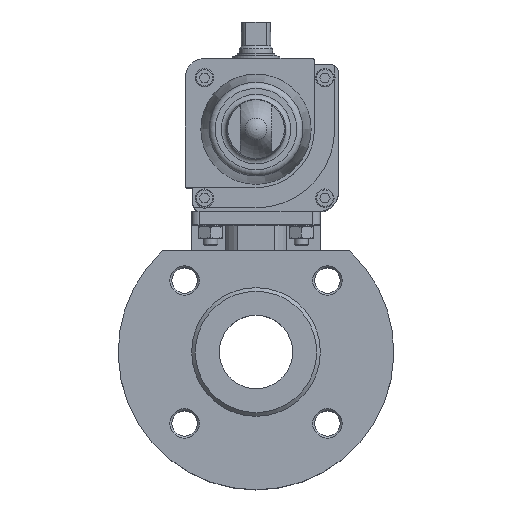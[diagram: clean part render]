
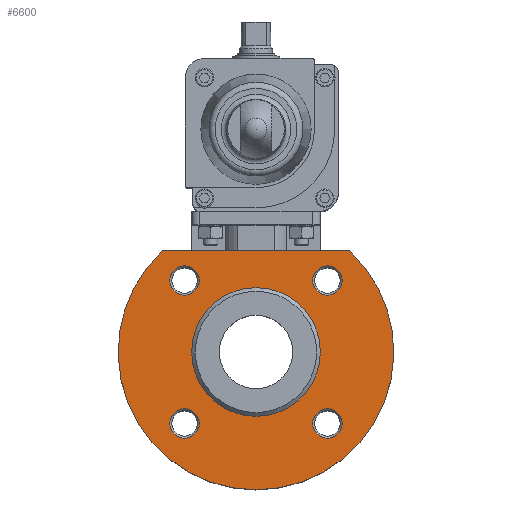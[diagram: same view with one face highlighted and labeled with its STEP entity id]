
A CAD part, top view. The second image highlights one B-rep face of the part: STEP entity #6600.
In plain terms, the highlighted face is planar.
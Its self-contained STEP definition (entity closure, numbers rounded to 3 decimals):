
#255=CIRCLE('',#7132,75.);
#256=CIRCLE('',#7134,35.);
#257=CIRCLE('',#7135,8.);
#258=CIRCLE('',#7136,8.);
#259=CIRCLE('',#7137,8.);
#260=CIRCLE('',#7138,8.);
#788=ORIENTED_EDGE('',*,*,#2546,.F.);
#789=ORIENTED_EDGE('',*,*,#2547,.F.);
#790=ORIENTED_EDGE('',*,*,#2548,.F.);
#791=ORIENTED_EDGE('',*,*,#2549,.F.);
#792=ORIENTED_EDGE('',*,*,#2550,.F.);
#793=ORIENTED_EDGE('',*,*,#2510,.F.);
#794=ORIENTED_EDGE('',*,*,#2545,.T.);
#2510=EDGE_CURVE('',#3390,#3391,#4054,.T.);
#2545=EDGE_CURVE('',#3390,#3391,#255,.T.);
#2546=EDGE_CURVE('',#3416,#3416,#256,.T.);
#2547=EDGE_CURVE('',#3417,#3417,#257,.T.);
#2548=EDGE_CURVE('',#3418,#3418,#258,.T.);
#2549=EDGE_CURVE('',#3419,#3419,#259,.T.);
#2550=EDGE_CURVE('',#3420,#3420,#260,.T.);
#3390=VERTEX_POINT('',#10043);
#3391=VERTEX_POINT('',#10045);
#3416=VERTEX_POINT('',#10112);
#3417=VERTEX_POINT('',#10114);
#3418=VERTEX_POINT('',#10116);
#3419=VERTEX_POINT('',#10118);
#3420=VERTEX_POINT('',#10120);
#4054=LINE('',#10044,#4618);
#4618=VECTOR('',#7954,1000.);
#5144=EDGE_LOOP('',(#788));
#5145=EDGE_LOOP('',(#789));
#5146=EDGE_LOOP('',(#790));
#5147=EDGE_LOOP('',(#791));
#5148=EDGE_LOOP('',(#792));
#5149=EDGE_LOOP('',(#793,#794));
#5756=FACE_BOUND('',#5144,.T.);
#5757=FACE_BOUND('',#5145,.T.);
#5758=FACE_BOUND('',#5146,.T.);
#5759=FACE_BOUND('',#5147,.T.);
#5760=FACE_BOUND('',#5148,.T.);
#5761=FACE_BOUND('',#5149,.T.);
#6365=PLANE('',#7133);
#6600=ADVANCED_FACE('',(#5756,#5757,#5758,#5759,#5760,#5761),#6365,.F.);
#7132=AXIS2_PLACEMENT_3D('',#10109,#8020,#8021);
#7133=AXIS2_PLACEMENT_3D('',#10110,#8022,#8023);
#7134=AXIS2_PLACEMENT_3D('',#10111,#8024,#8025);
#7135=AXIS2_PLACEMENT_3D('',#10113,#8026,#8027);
#7136=AXIS2_PLACEMENT_3D('',#10115,#8028,#8029);
#7137=AXIS2_PLACEMENT_3D('',#10117,#8030,#8031);
#7138=AXIS2_PLACEMENT_3D('',#10119,#8032,#8033);
#7954=DIRECTION('',(-1.,0.,0.));
#8020=DIRECTION('',(0.,0.,-1.));
#8021=DIRECTION('',(-1.,0.,0.));
#8022=DIRECTION('',(0.,0.,1.));
#8023=DIRECTION('',(1.,0.,0.));
#8024=DIRECTION('',(0.,0.,-1.));
#8025=DIRECTION('',(-1.,0.,0.));
#8026=DIRECTION('',(0.,0.,-1.));
#8027=DIRECTION('',(-1.,0.,0.));
#8028=DIRECTION('',(0.,0.,-1.));
#8029=DIRECTION('',(-1.,0.,0.));
#8030=DIRECTION('',(0.,0.,-1.));
#8031=DIRECTION('',(-1.,0.,0.));
#8032=DIRECTION('',(0.,0.,-1.));
#8033=DIRECTION('',(-1.,0.,0.));
#10043=CARTESIAN_POINT('',(50.99,55.,-29.));
#10044=CARTESIAN_POINT('',(0.,55.,-29.));
#10045=CARTESIAN_POINT('',(-50.99,55.,-29.));
#10109=CARTESIAN_POINT('',(0.,0.,-29.));
#10110=CARTESIAN_POINT('',(0.,75.,-29.));
#10111=CARTESIAN_POINT('',(0.,0.,-29.));
#10112=CARTESIAN_POINT('',(-35.,0.,-29.));
#10113=CARTESIAN_POINT('',(38.891,38.891,-29.));
#10114=CARTESIAN_POINT('',(30.891,38.891,-29.));
#10115=CARTESIAN_POINT('',(38.891,-38.891,-29.));
#10116=CARTESIAN_POINT('',(30.891,-38.891,-29.));
#10117=CARTESIAN_POINT('',(-38.891,-38.891,-29.));
#10118=CARTESIAN_POINT('',(-46.891,-38.891,-29.));
#10119=CARTESIAN_POINT('',(-38.891,38.891,-29.));
#10120=CARTESIAN_POINT('',(-46.891,38.891,-29.));
